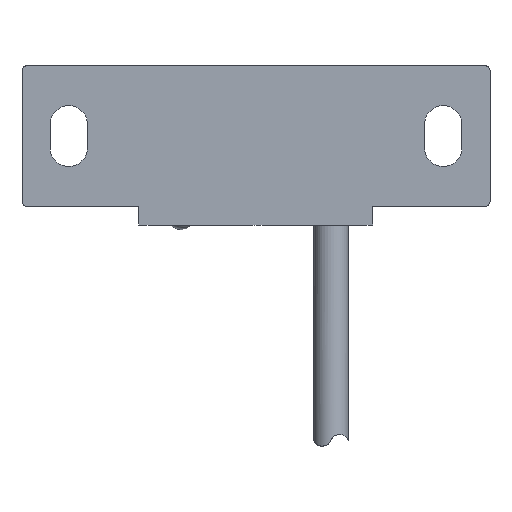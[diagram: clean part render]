
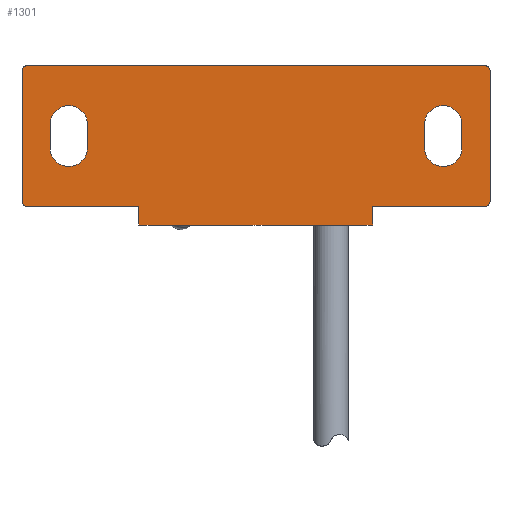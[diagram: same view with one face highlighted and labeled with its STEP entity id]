
A CAD part, front view. The second image highlights one B-rep face of the part: STEP entity #1301.
In plain terms, the highlighted planar face has unit normal (0, -1, 0).
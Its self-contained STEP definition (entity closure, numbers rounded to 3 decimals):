
#25=FACE_BOUND('',#224,.T.);
#26=FACE_BOUND('',#225,.T.);
#53=PLANE('',#1467);
#141=FACE_OUTER_BOUND('',#223,.T.);
#223=EDGE_LOOP('',(#1088,#1089,#1090,#1091,#1092,#1093,#1094,#1095,#1096,
#1097,#1098,#1099));
#224=EDGE_LOOP('',(#1100,#1101,#1102,#1103));
#225=EDGE_LOOP('',(#1104,#1105,#1106,#1107));
#245=LINE('',#2004,#343);
#253=LINE('',#2024,#351);
#259=LINE('',#2044,#357);
#274=LINE('',#2079,#372);
#275=LINE('',#2081,#373);
#306=LINE('',#2225,#404);
#313=LINE('',#2254,#411);
#316=LINE('',#2261,#414);
#319=LINE('',#2270,#417);
#322=LINE('',#2277,#420);
#323=LINE('',#2279,#421);
#324=LINE('',#2281,#422);
#343=VECTOR('',#1541,10.);
#351=VECTOR('',#1553,10.);
#357=VECTOR('',#1569,10.);
#372=VECTOR('',#1606,10.);
#373=VECTOR('',#1609,10.);
#404=VECTOR('',#1796,10.);
#411=VECTOR('',#1825,10.);
#414=VECTOR('',#1834,10.);
#417=VECTOR('',#1843,10.);
#420=VECTOR('',#1852,10.);
#421=VECTOR('',#1855,10.);
#422=VECTOR('',#1858,10.);
#453=CIRCLE('',#1385,0.5);
#476=CIRCLE('',#1422,0.5);
#484=CIRCLE('',#1438,0.5);
#485=CIRCLE('',#1444,0.5);
#490=CIRCLE('',#1455,2.);
#491=CIRCLE('',#1458,2.);
#492=CIRCLE('',#1461,2.);
#493=CIRCLE('',#1464,2.);
#518=VERTEX_POINT('',#2001);
#519=VERTEX_POINT('',#2003);
#528=VERTEX_POINT('',#2021);
#529=VERTEX_POINT('',#2023);
#538=VERTEX_POINT('',#2043);
#547=VERTEX_POINT('',#2077);
#555=VERTEX_POINT('',#2109);
#556=VERTEX_POINT('',#2110);
#572=VERTEX_POINT('',#2174);
#580=VERTEX_POINT('',#2208);
#581=VERTEX_POINT('',#2209);
#582=VERTEX_POINT('',#2221);
#591=VERTEX_POINT('',#2247);
#592=VERTEX_POINT('',#2248);
#593=VERTEX_POINT('',#2253);
#594=VERTEX_POINT('',#2257);
#595=VERTEX_POINT('',#2263);
#596=VERTEX_POINT('',#2264);
#597=VERTEX_POINT('',#2269);
#598=VERTEX_POINT('',#2273);
#632=EDGE_CURVE('',#519,#518,#245,.T.);
#642=EDGE_CURVE('',#529,#528,#253,.T.);
#652=EDGE_CURVE('',#529,#538,#259,.T.);
#670=EDGE_CURVE('',#518,#547,#274,.T.);
#671=EDGE_CURVE('',#538,#547,#275,.T.);
#685=EDGE_CURVE('',#555,#556,#453,.T.);
#719=EDGE_CURVE('',#572,#528,#476,.T.);
#737=EDGE_CURVE('',#580,#581,#484,.T.);
#743=EDGE_CURVE('',#519,#582,#485,.T.);
#745=EDGE_CURVE('',#572,#581,#306,.T.);
#754=EDGE_CURVE('',#591,#592,#490,.T.);
#757=EDGE_CURVE('',#592,#593,#313,.T.);
#759=EDGE_CURVE('',#593,#594,#491,.T.);
#761=EDGE_CURVE('',#594,#591,#316,.T.);
#762=EDGE_CURVE('',#595,#596,#492,.T.);
#765=EDGE_CURVE('',#596,#597,#319,.T.);
#767=EDGE_CURVE('',#597,#598,#493,.T.);
#769=EDGE_CURVE('',#598,#595,#322,.T.);
#770=EDGE_CURVE('',#582,#555,#323,.T.);
#771=EDGE_CURVE('',#556,#580,#324,.T.);
#1088=ORIENTED_EDGE('',*,*,#743,.F.);
#1089=ORIENTED_EDGE('',*,*,#632,.T.);
#1090=ORIENTED_EDGE('',*,*,#670,.T.);
#1091=ORIENTED_EDGE('',*,*,#671,.F.);
#1092=ORIENTED_EDGE('',*,*,#652,.F.);
#1093=ORIENTED_EDGE('',*,*,#642,.T.);
#1094=ORIENTED_EDGE('',*,*,#719,.F.);
#1095=ORIENTED_EDGE('',*,*,#745,.T.);
#1096=ORIENTED_EDGE('',*,*,#737,.F.);
#1097=ORIENTED_EDGE('',*,*,#771,.F.);
#1098=ORIENTED_EDGE('',*,*,#685,.F.);
#1099=ORIENTED_EDGE('',*,*,#770,.F.);
#1100=ORIENTED_EDGE('',*,*,#759,.T.);
#1101=ORIENTED_EDGE('',*,*,#761,.T.);
#1102=ORIENTED_EDGE('',*,*,#754,.T.);
#1103=ORIENTED_EDGE('',*,*,#757,.T.);
#1104=ORIENTED_EDGE('',*,*,#767,.T.);
#1105=ORIENTED_EDGE('',*,*,#769,.T.);
#1106=ORIENTED_EDGE('',*,*,#762,.T.);
#1107=ORIENTED_EDGE('',*,*,#765,.T.);
#1301=ADVANCED_FACE('',(#141,#25,#26),#53,.T.);
#1385=AXIS2_PLACEMENT_3D('',#2111,#1647,#1648);
#1422=AXIS2_PLACEMENT_3D('',#2175,#1732,#1733);
#1438=AXIS2_PLACEMENT_3D('',#2210,#1774,#1775);
#1444=AXIS2_PLACEMENT_3D('',#2222,#1791,#1792);
#1455=AXIS2_PLACEMENT_3D('',#2249,#1819,#1820);
#1458=AXIS2_PLACEMENT_3D('',#2258,#1829,#1830);
#1461=AXIS2_PLACEMENT_3D('',#2265,#1837,#1838);
#1464=AXIS2_PLACEMENT_3D('',#2274,#1847,#1848);
#1467=AXIS2_PLACEMENT_3D('',#2280,#1856,#1857);
#1541=DIRECTION('',(1.,0.,0.));
#1553=DIRECTION('',(1.,0.,0.));
#1569=DIRECTION('',(0.,0.,-1.));
#1606=DIRECTION('',(0.,0.,-1.));
#1609=DIRECTION('',(-1.,0.,0.));
#1647=DIRECTION('center_axis',(0.,1.,0.));
#1648=DIRECTION('ref_axis',(-0.707,0.,0.707));
#1732=DIRECTION('center_axis',(0.,1.,0.));
#1733=DIRECTION('ref_axis',(0.707,0.,-0.707));
#1774=DIRECTION('center_axis',(0.,1.,0.));
#1775=DIRECTION('ref_axis',(0.707,0.,0.707));
#1791=DIRECTION('center_axis',(0.,1.,0.));
#1792=DIRECTION('ref_axis',(-0.707,0.,-0.707));
#1796=DIRECTION('',(0.,0.,1.));
#1819=DIRECTION('center_axis',(0.,1.,0.));
#1820=DIRECTION('ref_axis',(-1.,0.,0.));
#1825=DIRECTION('',(0.,0.,-1.));
#1829=DIRECTION('center_axis',(0.,1.,0.));
#1830=DIRECTION('ref_axis',(1.,0.,0.));
#1834=DIRECTION('',(0.,0.,1.));
#1837=DIRECTION('center_axis',(0.,1.,0.));
#1838=DIRECTION('ref_axis',(-1.,0.,0.));
#1843=DIRECTION('',(0.,0.,-1.));
#1847=DIRECTION('center_axis',(0.,1.,0.));
#1848=DIRECTION('ref_axis',(1.,0.,0.));
#1852=DIRECTION('',(0.,0.,1.));
#1855=DIRECTION('',(0.,0.,1.));
#1856=DIRECTION('center_axis',(0.,-1.,0.));
#1857=DIRECTION('ref_axis',(1.,0.,0.));
#1858=DIRECTION('',(1.,0.,0.));
#2001=CARTESIAN_POINT('',(12.5,0.,0.));
#2003=CARTESIAN_POINT('',(0.5,0.,0.));
#2004=CARTESIAN_POINT('',(0.,0.,0.));
#2021=CARTESIAN_POINT('',(49.5,0.,0.));
#2023=CARTESIAN_POINT('',(37.5,0.,0.));
#2024=CARTESIAN_POINT('',(0.,0.,0.));
#2043=CARTESIAN_POINT('',(37.5,0.,-2.));
#2044=CARTESIAN_POINT('',(37.5,0.,0.));
#2077=CARTESIAN_POINT('',(12.5,0.,-2.));
#2079=CARTESIAN_POINT('',(12.5,0.,0.));
#2081=CARTESIAN_POINT('',(37.5,0.,-2.));
#2109=CARTESIAN_POINT('',(0.,0.,14.5));
#2110=CARTESIAN_POINT('',(0.5,0.,15.));
#2111=CARTESIAN_POINT('Origin',(0.5,0.,14.5));
#2174=CARTESIAN_POINT('',(50.,0.,0.5));
#2175=CARTESIAN_POINT('Origin',(49.5,0.,0.5));
#2208=CARTESIAN_POINT('',(49.5,0.,15.));
#2209=CARTESIAN_POINT('',(50.,0.,14.5));
#2210=CARTESIAN_POINT('Origin',(49.5,0.,14.5));
#2221=CARTESIAN_POINT('',(0.,0.,0.5));
#2222=CARTESIAN_POINT('Origin',(0.5,0.,0.5));
#2225=CARTESIAN_POINT('',(50.,0.,0.));
#2247=CARTESIAN_POINT('',(43.,0.,8.75));
#2248=CARTESIAN_POINT('',(47.,0.,8.75));
#2249=CARTESIAN_POINT('Origin',(45.,0.,8.75));
#2253=CARTESIAN_POINT('',(47.,0.,6.25));
#2254=CARTESIAN_POINT('',(47.,0.,3.125));
#2257=CARTESIAN_POINT('',(43.,0.,6.25));
#2258=CARTESIAN_POINT('Origin',(45.,0.,6.25));
#2261=CARTESIAN_POINT('',(43.,0.,4.375));
#2263=CARTESIAN_POINT('',(3.,0.,8.75));
#2264=CARTESIAN_POINT('',(7.,0.,8.75));
#2265=CARTESIAN_POINT('Origin',(5.,0.,8.75));
#2269=CARTESIAN_POINT('',(7.,0.,6.25));
#2270=CARTESIAN_POINT('',(7.,0.,3.125));
#2273=CARTESIAN_POINT('',(3.,0.,6.25));
#2274=CARTESIAN_POINT('Origin',(5.,0.,6.25));
#2277=CARTESIAN_POINT('',(3.,0.,4.375));
#2279=CARTESIAN_POINT('',(0.,0.,0.));
#2280=CARTESIAN_POINT('Origin',(0.,0.,0.));
#2281=CARTESIAN_POINT('',(0.,0.,15.));
